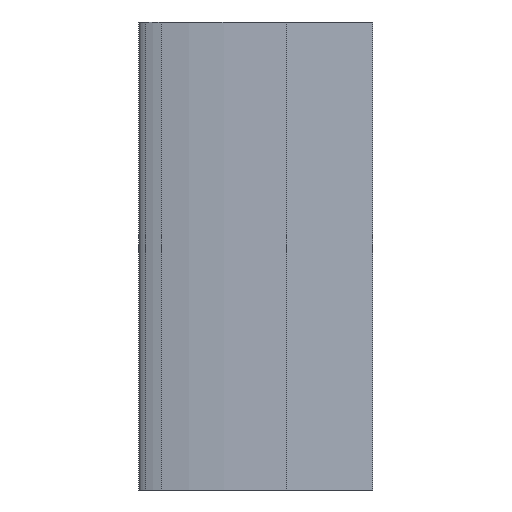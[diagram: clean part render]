
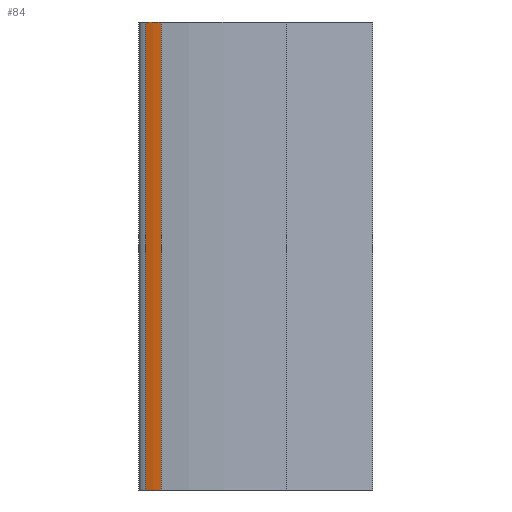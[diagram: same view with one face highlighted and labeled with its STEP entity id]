
A CAD part, front view. The second image highlights one B-rep face of the part: STEP entity #84.
In plain terms, the highlighted free-form (B-spline) face has degree [3, 1] with [7, 2] control points.
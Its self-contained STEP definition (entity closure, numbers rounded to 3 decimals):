
#31 = CARTESIAN_POINT ( 'NONE',  ( 74.909, -41.912, -2000. ) ) ;
#39 = CARTESIAN_POINT ( 'NONE',  ( 58.648, -37.795, -2000. ) ) ;
#46 = VERTEX_POINT ( 'NONE', #61 ) ;
#57 = CARTESIAN_POINT ( 'NONE',  ( 96.58, -46.049, 0. ) ) ;
#61 = CARTESIAN_POINT ( 'NONE',  ( 96.58, -46.049, 0. ) ) ;
#84 = ADVANCED_FACE ( 'NONE', ( #541 ), #739, .T. ) ;
#98 = EDGE_CURVE ( 'NONE', #288, #46, #236, .T. ) ;
#116 = CARTESIAN_POINT ( 'NONE',  ( 58.648, -37.795, -2000. ) ) ;
#118 = CARTESIAN_POINT ( 'NONE',  ( 35.37, -30.297, -2000. ) ) ;
#123 = CARTESIAN_POINT ( 'NONE',  ( 44.976, -33.782, -2000. ) ) ;
#134 = LINE ( 'NONE', #604, #309 ) ;
#151 = ORIENTED_EDGE ( 'NONE', *, *, #369, .F. ) ;
#164 = CARTESIAN_POINT ( 'NONE',  ( 29.433, -27.683, -2000. ) ) ;
#177 = EDGE_LOOP ( 'NONE', ( #493, #151, #470, #709 ) ) ;
#178 = CARTESIAN_POINT ( 'NONE',  ( 29.433, -27.683, -2000. ) ) ;
#188 = B_SPLINE_CURVE_WITH_KNOTS ( 'NONE', 3,
 ( #164, #292, #763, #39, #31, #554, #690 ),
 .UNSPECIFIED., .F., .F.,
 ( 4, 1, 1, 1, 4 ),
 ( 0., 0.279, 0.439, 0.613, 1. ),
 .UNSPECIFIED. ) ;
#236 = B_SPLINE_CURVE_WITH_KNOTS ( 'NONE', 3,
 ( #863, #453, #853, #455, #524, #716, #57 ),
 .UNSPECIFIED., .F., .F.,
 ( 4, 1, 1, 1, 4 ),
 ( 0., 0.279, 0.439, 0.613, 1. ),
 .UNSPECIFIED. ) ;
#258 = VERTEX_POINT ( 'NONE', #548 ) ;
#288 = VERTEX_POINT ( 'NONE', #822 ) ;
#292 = CARTESIAN_POINT ( 'NONE',  ( 35.37, -30.297, -2000. ) ) ;
#309 = VECTOR ( 'NONE', #476, 1000. ) ;
#314 = VERTEX_POINT ( 'NONE', #672 ) ;
#367 = LINE ( 'NONE', #497, #730 ) ;
#369 = EDGE_CURVE ( 'NONE', #258, #288, #367, .T. ) ;
#385 = CARTESIAN_POINT ( 'NONE',  ( 96.58, -46.049, 0. ) ) ;
#392 = CARTESIAN_POINT ( 'NONE',  ( 58.648, -37.795, 0. ) ) ;
#410 = EDGE_CURVE ( 'NONE', #258, #314, #188, .T. ) ;
#449 = CARTESIAN_POINT ( 'NONE',  ( 35.37, -30.297, 0. ) ) ;
#453 = CARTESIAN_POINT ( 'NONE',  ( 35.37, -30.297, 0. ) ) ;
#455 = CARTESIAN_POINT ( 'NONE',  ( 58.648, -37.795, 0. ) ) ;
#470 = ORIENTED_EDGE ( 'NONE', *, *, #410, .T. ) ;
#476 = DIRECTION ( 'NONE',  ( 0., 0., 1. ) ) ;
#493 = ORIENTED_EDGE ( 'NONE', *, *, #98, .F. ) ;
#497 = CARTESIAN_POINT ( 'NONE',  ( 29.433, -27.683, -2000. ) ) ;
#516 = CARTESIAN_POINT ( 'NONE',  ( 44.976, -33.782, 0. ) ) ;
#524 = CARTESIAN_POINT ( 'NONE',  ( 74.909, -41.912, 0. ) ) ;
#541 = FACE_OUTER_BOUND ( 'NONE', #177, .T. ) ;
#548 = CARTESIAN_POINT ( 'NONE',  ( 29.433, -27.683, -2000. ) ) ;
#554 = CARTESIAN_POINT ( 'NONE',  ( 87.71, -44.478, -2000. ) ) ;
#604 = CARTESIAN_POINT ( 'NONE',  ( 96.58, -46.049, -2000. ) ) ;
#642 = CARTESIAN_POINT ( 'NONE',  ( 29.433, -27.683, 0. ) ) ;
#652 = CARTESIAN_POINT ( 'NONE',  ( 87.71, -44.478, 0. ) ) ;
#672 = CARTESIAN_POINT ( 'NONE',  ( 96.58, -46.049, -2000. ) ) ;
#690 = CARTESIAN_POINT ( 'NONE',  ( 96.58, -46.049, -2000. ) ) ;
#709 = ORIENTED_EDGE ( 'NONE', *, *, #868, .T. ) ;
#713 = CARTESIAN_POINT ( 'NONE',  ( 87.71, -44.478, -2000. ) ) ;
#716 = CARTESIAN_POINT ( 'NONE',  ( 87.71, -44.478, 0. ) ) ;
#730 = VECTOR ( 'NONE', #830, 1000. ) ;
#739 = B_SPLINE_SURFACE_WITH_KNOTS ( 'NONE', 3, 1, ( 
 ( #178, #642 ),
 ( #118, #449 ),
 ( #123, #516 ),
 ( #116, #392 ),
 ( #858, #855 ),
 ( #713, #652 ),
 ( #848, #385 ) ),
 .UNSPECIFIED., .F., .F., .F.,
 ( 4, 1, 1, 1, 4 ),
 ( 2, 2 ),
 ( 0., 0.279, 0.439, 0.613, 1. ),
 ( 0., 1. ),
 .UNSPECIFIED. ) ;
#763 = CARTESIAN_POINT ( 'NONE',  ( 44.976, -33.782, -2000. ) ) ;
#822 = CARTESIAN_POINT ( 'NONE',  ( 29.433, -27.683, 0. ) ) ;
#830 = DIRECTION ( 'NONE',  ( 0., 0., 1. ) ) ;
#848 = CARTESIAN_POINT ( 'NONE',  ( 96.58, -46.049, -2000. ) ) ;
#853 = CARTESIAN_POINT ( 'NONE',  ( 44.976, -33.782, 0. ) ) ;
#855 = CARTESIAN_POINT ( 'NONE',  ( 74.909, -41.912, 0. ) ) ;
#858 = CARTESIAN_POINT ( 'NONE',  ( 74.909, -41.912, -2000. ) ) ;
#863 = CARTESIAN_POINT ( 'NONE',  ( 29.433, -27.683, 0. ) ) ;
#868 = EDGE_CURVE ( 'NONE', #314, #46, #134, .T. ) ;
